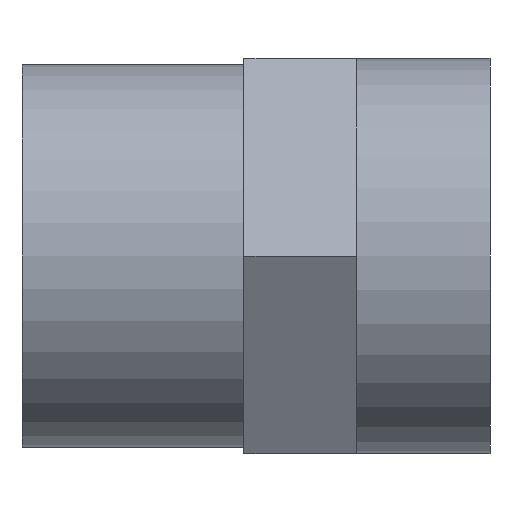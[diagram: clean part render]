
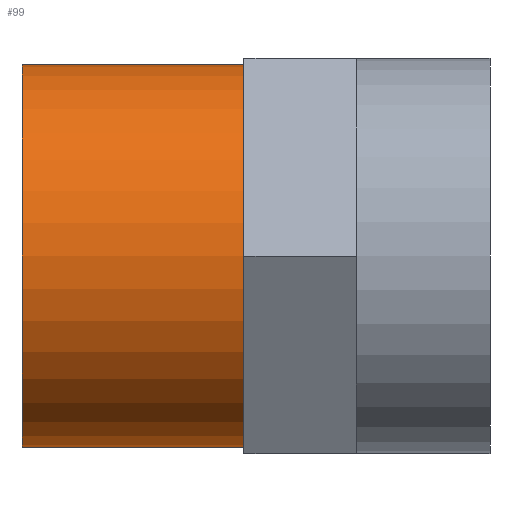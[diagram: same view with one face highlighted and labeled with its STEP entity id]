
A CAD part, front view. The second image highlights one B-rep face of the part: STEP entity #99.
In plain terms, the highlighted cylindrical face has radius 31.5 mm (diameter 63 mm), a partial arc.
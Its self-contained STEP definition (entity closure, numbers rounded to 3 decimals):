
#99=ADVANCED_FACE('',(#196),#197,.T.);
#196=FACE_OUTER_BOUND('',#286,.T.);
#197=CYLINDRICAL_SURFACE('',#287,31.5);
#286=EDGE_LOOP('',(#495,#496,#497,#498));
#287=AXIS2_PLACEMENT_3D('',#499,#500,#501);
#495=ORIENTED_EDGE('',*,*,#512,.T.);
#496=ORIENTED_EDGE('',*,*,#577,.F.);
#497=ORIENTED_EDGE('',*,*,#514,.T.);
#498=ORIENTED_EDGE('',*,*,#591,.F.);
#499=CARTESIAN_POINT('',(18.26,0.0,0.0));
#500=DIRECTION('',(1.0,0.0,0.0));
#501=DIRECTION('',(0.0,0.0,-1.0));
#512=EDGE_CURVE('',#595,#596,#597,.T.);
#514=EDGE_CURVE('',#600,#598,#601,.T.);
#577=EDGE_CURVE('',#600,#596,#694,.T.);
#591=EDGE_CURVE('',#595,#598,#708,.T.);
#595=VERTEX_POINT('',#712);
#596=VERTEX_POINT('',#713);
#597=LINE('',#714,#715);
#598=VERTEX_POINT('',#716);
#600=VERTEX_POINT('',#718);
#601=LINE('',#719,#720);
#694=CIRCLE('',#839,31.5);
#708=CIRCLE('',#859,31.5);
#712=CARTESIAN_POINT('',(0.0,0.0,-31.5));
#713=CARTESIAN_POINT('',(36.52,0.0,-31.5));
#714=CARTESIAN_POINT('',(18.26,0.,-31.5));
#715=VECTOR('',#862,1.0);
#716=CARTESIAN_POINT('',(0.0,0.,31.5));
#718=CARTESIAN_POINT('',(36.52,0.,31.5));
#719=CARTESIAN_POINT('',(18.26,0.,31.5));
#720=VECTOR('',#866,1.0);
#839=AXIS2_PLACEMENT_3D('',#950,#951,#952);
#859=AXIS2_PLACEMENT_3D('',#959,#960,#961);
#862=DIRECTION('',(1.0,0.0,0.0));
#866=DIRECTION('',(-1.0,-0.0,-0.0));
#950=CARTESIAN_POINT('',(36.52,0.0,0.0));
#951=DIRECTION('',(1.0,0.0,0.0));
#952=DIRECTION('',(0.0,0.0,-1.0));
#959=CARTESIAN_POINT('',(0.0,0.0,0.0));
#960=DIRECTION('',(-1.0,0.0,0.0));
#961=DIRECTION('',(0.0,0.0,-1.0));
